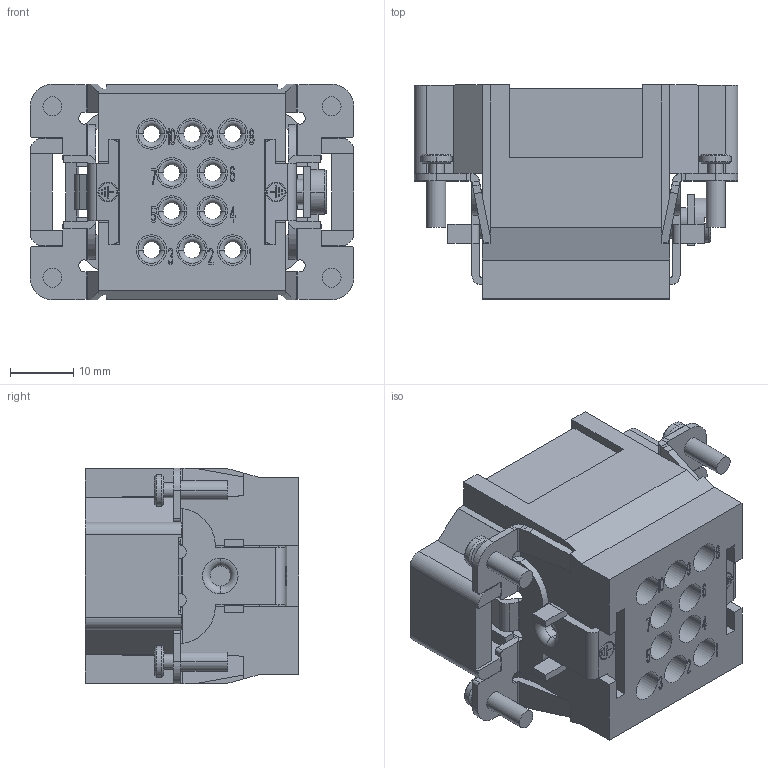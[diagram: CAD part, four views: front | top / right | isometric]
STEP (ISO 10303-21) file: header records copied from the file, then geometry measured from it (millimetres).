
FILE_DESCRIPTION((''),'2;1');
FILE_NAME('HEE-010-MC','2017-08-08T',('tl.yang'),(''),'PRO/ENGINEER BY PARAMETRIC TECHNOLOGY CORPORATION, 2011500','PRO/ENGINEER BY PARAMETRIC TECHNOLOGY CORPORATION, 2011500','');
FILE_SCHEMA(('CONFIG_CONTROL_DESIGN'));
Length unit declared in the file: millimetre
Products named in the file (1): HEE-010-MC
Bounding box: 51 x 33.7 x 34 mm (x, y, z)
Volume: 21914.2 mm3; surface area: 17717.2 mm2
Topology: 1 solids, 2 shells, 1576 faces, 4491 edges, 2969 vertices
Faces by surface type: plane 1240, cylinder 194, cone 56, torus 46, bspline 32, sphere 8
Entity records: 51950 total; most frequent: CARTESIAN_POINT 10462, ORIENTED_EDGE 8966, DIRECTION 8081, EDGE_CURVE 4483, VECTOR 3779, LINE 3779, VERTEX_POINT 2969, AXIS2_PLACEMENT_3D 2151
